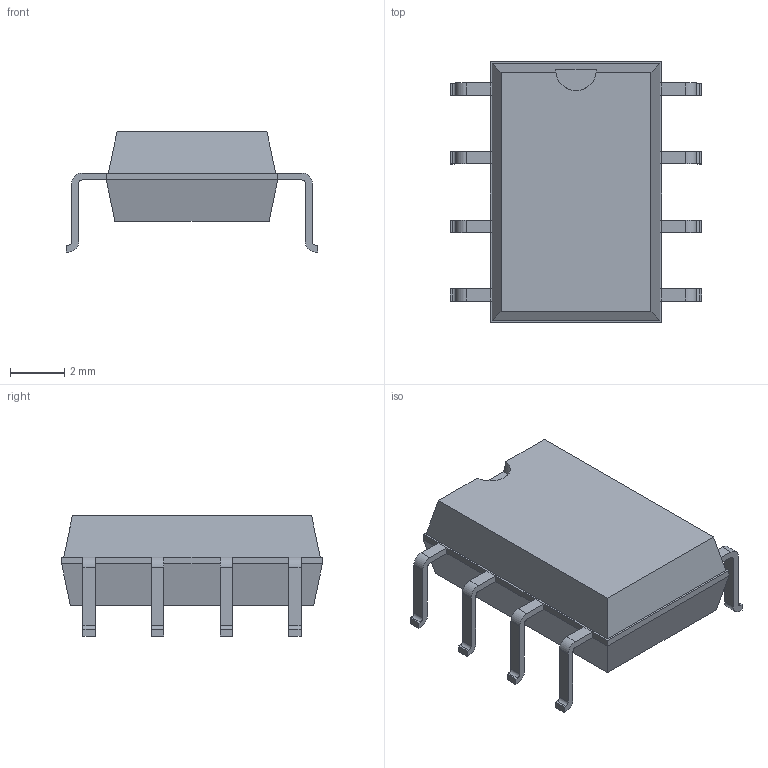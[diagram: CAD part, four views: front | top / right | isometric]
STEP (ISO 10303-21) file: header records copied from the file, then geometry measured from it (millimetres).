
FILE_DESCRIPTION(/* description */ ('model of IXYS_SMD-8_6.3x9.7mm_P2.54mm'),/* implementation_level */ '2;1');
FILE_NAME(/* name */ 'IXYS_SMD-8_6.3x9.7mm_P2.54mm.step',/* time_stamp */ '2024-04-05T16:19:30',/* author */ ('KiCAD','kicad'),/* organization */ ('OCCT'),/* preprocessor_version */ '',/* originating_system */ 'KiCAD',/* authorisation */ '');
FILE_SCHEMA(('AUTOMOTIVE_DESIGN { 1 0 10303 214 1 1 1 1 }'));
Length unit declared in the file: millimetre
Products named in the file (1): IXYS_SMD-8_6.3x9.7mm_P2.54mm
Bounding box: 9.31 x 9.65 x 4.45 mm (x, y, z)
Volume: 186.7 mm3; surface area: 251 mm2
Topology: 1 solids, 1 shells, 144 faces, 374 edges, 232 vertices
Faces by surface type: plane 103, cylinder 33, bspline 8
Entity records: 5752 total; most frequent: CARTESIAN_POINT 796, ORIENTED_EDGE 748, DIRECTION 699, EDGE_CURVE 374, LINE 293, VECTOR 293, VERTEX_POINT 232, AXIS2_PLACEMENT_3D 203
